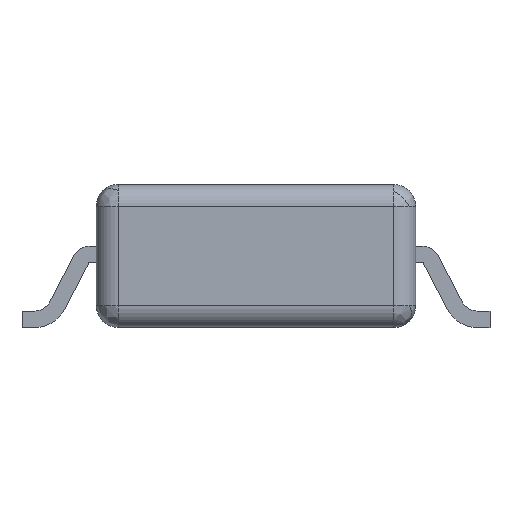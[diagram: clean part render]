
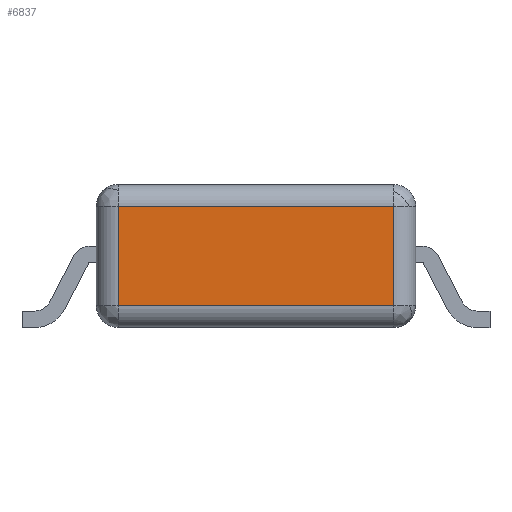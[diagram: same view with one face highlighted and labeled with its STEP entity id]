
A CAD part, front view. The second image highlights one B-rep face of the part: STEP entity #6837.
In plain terms, the highlighted planar face has unit normal (0, -1, 0).
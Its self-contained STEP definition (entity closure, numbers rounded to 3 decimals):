
#520 = CARTESIAN_POINT ( 'NONE',  ( 3.193, 0.024, 0.2 ) ) ;
#1253 = VECTOR ( 'NONE', #8917, 1000. ) ;
#2170 = CARTESIAN_POINT ( 'NONE',  ( 3.918, 0.024, 0. ) ) ;
#2328 = CARTESIAN_POINT ( 'NONE',  ( 3.718, 0.024, 0. ) ) ;
#2424 = CARTESIAN_POINT ( 'NONE',  ( 1.218, 0.024, 1.1 ) ) ;
#2653 = CARTESIAN_POINT ( 'NONE',  ( 1.218, 0.024, 0. ) ) ;
#2938 = DIRECTION ( 'NONE',  ( 0., 0., -1. ) ) ;
#3357 = VERTEX_POINT ( 'NONE', #6878 ) ;
#3410 = CARTESIAN_POINT ( 'NONE',  ( 1.218, 0.024, 0.2 ) ) ;
#3981 = LINE ( 'NONE', #520, #6043 ) ;
#4339 = ORIENTED_EDGE ( 'NONE', *, *, #9417, .T. ) ;
#4443 = ORIENTED_EDGE ( 'NONE', *, *, #8555, .T. ) ;
#5131 = EDGE_CURVE ( 'NONE', #3357, #6076, #3981, .T. ) ;
#5154 = CARTESIAN_POINT ( 'NONE',  ( 3.918, 0.024, 1.1 ) ) ;
#5173 = LINE ( 'NONE', #2653, #1253 ) ;
#5236 = DIRECTION ( 'NONE',  ( -1., 0., 0. ) ) ;
#5479 = DIRECTION ( 'NONE',  ( 0., 0., 1. ) ) ;
#5513 = ORIENTED_EDGE ( 'NONE', *, *, #7430, .T. ) ;
#5783 = VERTEX_POINT ( 'NONE', #7559 ) ;
#6043 = VECTOR ( 'NONE', #5236, 1000. ) ;
#6076 = VERTEX_POINT ( 'NONE', #3410 ) ;
#6837 = ADVANCED_FACE ( 'NONE', ( #7327 ), #9177, .T. ) ;
#6878 = CARTESIAN_POINT ( 'NONE',  ( 3.718, 0.024, 0.2 ) ) ;
#7003 = AXIS2_PLACEMENT_3D ( 'NONE', #2170, #7613, #2938 ) ;
#7327 = FACE_OUTER_BOUND ( 'NONE', #10034, .T. ) ;
#7337 = VERTEX_POINT ( 'NONE', #2424 ) ;
#7430 = EDGE_CURVE ( 'NONE', #7337, #6076, #5173, .T. ) ;
#7559 = CARTESIAN_POINT ( 'NONE',  ( 3.718, 0.024, 1.1 ) ) ;
#7613 = DIRECTION ( 'NONE',  ( 0., -1., 0. ) ) ;
#8543 = ORIENTED_EDGE ( 'NONE', *, *, #5131, .F. ) ;
#8555 = EDGE_CURVE ( 'NONE', #5783, #7337, #9645, .T. ) ;
#8917 = DIRECTION ( 'NONE',  ( 0., 0., -1. ) ) ;
#9177 = PLANE ( 'NONE',  #7003 ) ;
#9391 = VECTOR ( 'NONE', #9838, 1000. ) ;
#9417 = EDGE_CURVE ( 'NONE', #3357, #5783, #9976, .T. ) ;
#9475 = VECTOR ( 'NONE', #5479, 1000. ) ;
#9645 = LINE ( 'NONE', #5154, #9391 ) ;
#9838 = DIRECTION ( 'NONE',  ( -1., 0., 0. ) ) ;
#9976 = LINE ( 'NONE', #2328, #9475 ) ;
#10034 = EDGE_LOOP ( 'NONE', ( #5513, #8543, #4339, #4443 ) ) ;
